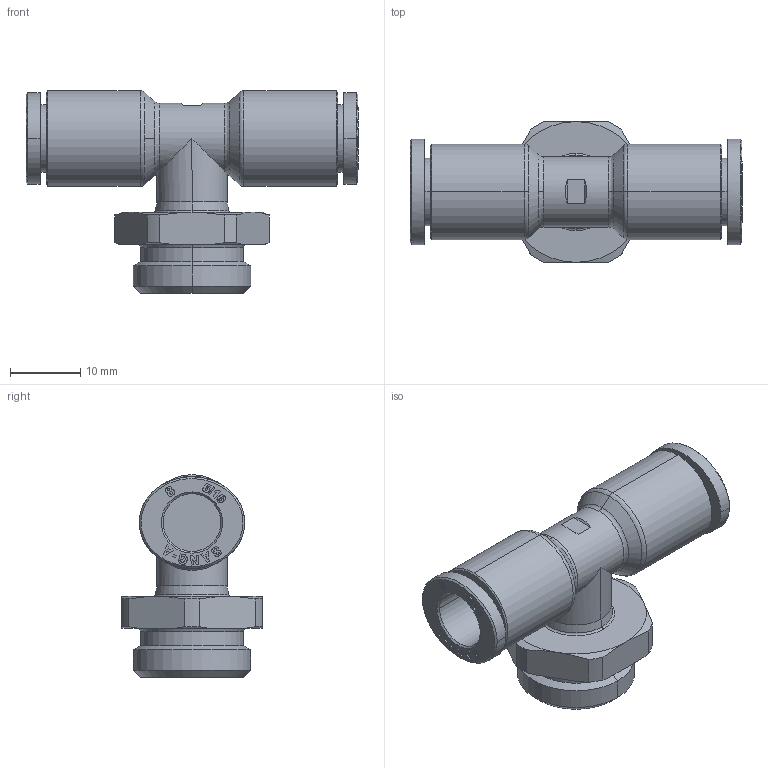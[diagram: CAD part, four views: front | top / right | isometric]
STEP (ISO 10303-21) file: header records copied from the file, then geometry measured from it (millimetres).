
FILE_DESCRIPTION (( 'STEP AP214' ), '1' );
FILE_NAME ('PT08-G03.stp', '2015-10-14T11:22:45', ( '' ), ( '' ), 'SwSTEP 2.0', 'SolidWorks 2015', '' );
FILE_SCHEMA (( 'AUTOMOTIVE_DESIGN' ));
Length unit declared in the file: millimetre
Products named in the file (2): PT08-G03; ｦ+ﾃｦ1
Assembly tree (1 placements, depth 2):
  PT08-G03
    ｦ+ﾃｦ1
Bounding box: 47.2 x 20 x 28.8 mm (x, y, z)
Volume: 6809.5 mm3; surface area: 5082.8 mm2
Topology: 1 solids, 1 shells, 840 faces, 2352 edges, 1555 vertices
Faces by surface type: plane 687, bspline 64, cylinder 43, cone 40, torus 6
Entity records: 29213 total; most frequent: CARTESIAN_POINT 7253, ORIENTED_EDGE 4700, DIRECTION 3876, EDGE_CURVE 2350, LINE 2020, VECTOR 2020, VERTEX_POINT 1555, AXIS2_PLACEMENT_3D 928
